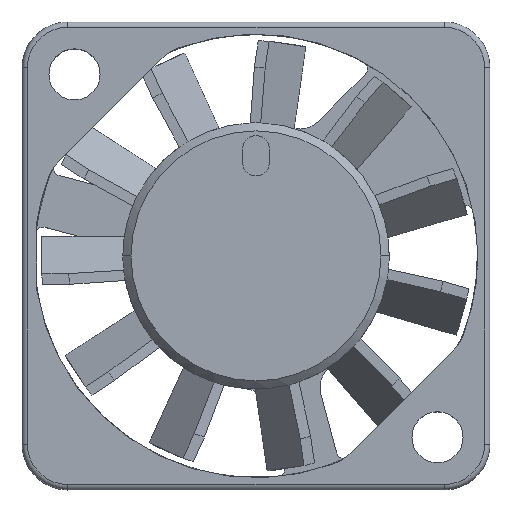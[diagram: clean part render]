
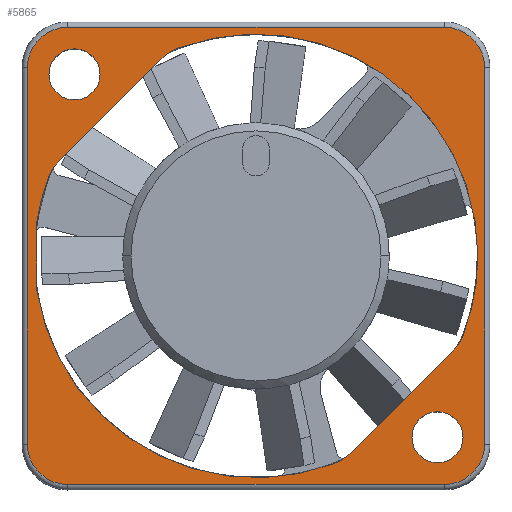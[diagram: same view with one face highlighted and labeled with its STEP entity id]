
A CAD part, top view. The second image highlights one B-rep face of the part: STEP entity #5865.
In plain terms, the highlighted planar face has unit normal (0, 0, 1).
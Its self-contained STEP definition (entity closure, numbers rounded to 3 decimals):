
#5066=CARTESIAN_POINT('',(7.,-7.,3.4));
#5067=DIRECTION('',(0.,0.,-1.));
#5068=DIRECTION('',(1.,0.,0.));
#5069=AXIS2_PLACEMENT_3D('',#5066,#5067,#5068);
#5074=CARTESIAN_POINT('',(-7.,-7.,3.4));
#5075=DIRECTION('',(0.,0.,-1.));
#5076=DIRECTION('',(0.,-1.,0.));
#5077=AXIS2_PLACEMENT_3D('',#5074,#5075,#5076);
#5082=CARTESIAN_POINT('',(-7.,7.,3.4));
#5083=DIRECTION('',(0.,0.,-1.));
#5084=DIRECTION('',(-1.,0.,0.));
#5085=AXIS2_PLACEMENT_3D('',#5082,#5083,#5084);
#5090=CARTESIAN_POINT('',(7.,7.,3.4));
#5091=DIRECTION('',(0.,0.,-1.));
#5092=DIRECTION('',(0.,1.,0.));
#5093=AXIS2_PLACEMENT_3D('',#5090,#5091,#5092);
#5098=CARTESIAN_POINT('',(0.,0.,3.4));
#5099=DIRECTION('',(0.,0.,1.));
#5100=DIRECTION('',(-0.938,0.348,0.));
#5101=AXIS2_PLACEMENT_3D('',#5098,#5099,#5100);
#5106=DIRECTION('',(0.,-1.,0.));
#5107=VECTOR('',#5106,2.561);
#5108=CARTESIAN_POINT('',(-8.15,1.281,3.4));
#5109=LINE('',#5108,#5107);
#5113=CARTESIAN_POINT('',(0.,0.,3.4));
#5114=DIRECTION('',(0.,0.,1.));
#5115=DIRECTION('',(-0.988,-0.155,0.));
#5116=AXIS2_PLACEMENT_3D('',#5113,#5114,#5115);
#5121=CARTESIAN_POINT('',(2.173,-5.86,3.4));
#5122=DIRECTION('',(0.,0.,1.));
#5123=DIRECTION('',(0.348,-0.938,0.));
#5124=AXIS2_PLACEMENT_3D('',#5121,#5122,#5123);
#5129=DIRECTION('',(0.707,0.707,0.));
#5130=VECTOR('',#5129,5.215);
#5131=CARTESIAN_POINT('',(3.587,-7.274,3.4));
#5132=LINE('',#5131,#5130);
#5136=CARTESIAN_POINT('',(5.86,-2.173,3.4));
#5137=DIRECTION('',(0.,0.,1.));
#5138=DIRECTION('',(0.707,-0.707,0.));
#5139=AXIS2_PLACEMENT_3D('',#5136,#5137,#5138);
#5144=CARTESIAN_POINT('',(0.,0.,3.4));
#5145=DIRECTION('',(0.,0.,1.));
#5146=DIRECTION('',(0.938,-0.348,0.));
#5147=AXIS2_PLACEMENT_3D('',#5144,#5145,#5146);
#5152=CARTESIAN_POINT('',(0.,0.,3.4));
#5153=DIRECTION('',(0.,0.,1.));
#5154=DIRECTION('',(1.,0.,0.));
#5155=AXIS2_PLACEMENT_3D('',#5152,#5153,#5154);
#5160=CARTESIAN_POINT('',(-2.173,5.86,3.4));
#5161=DIRECTION('',(0.,0.,1.));
#5162=DIRECTION('',(-0.348,0.938,0.));
#5163=AXIS2_PLACEMENT_3D('',#5160,#5161,#5162);
#5168=DIRECTION('',(-0.707,-0.707,0.));
#5169=VECTOR('',#5168,5.215);
#5170=CARTESIAN_POINT('',(-3.587,7.274,3.4));
#5171=LINE('',#5170,#5169);
#5175=CARTESIAN_POINT('',(-5.86,2.173,3.4));
#5176=DIRECTION('',(0.,0.,1.));
#5177=DIRECTION('',(-0.707,0.707,0.));
#5178=AXIS2_PLACEMENT_3D('',#5175,#5176,#5177);
#5183=CARTESIAN_POINT('',(-6.75,6.75,3.4));
#5184=DIRECTION('',(0.,0.,1.));
#5185=DIRECTION('',(-1.,0.,0.));
#5186=AXIS2_PLACEMENT_3D('',#5183,#5184,#5185);
#5191=CARTESIAN_POINT('',(-6.75,6.75,3.4));
#5192=DIRECTION('',(0.,0.,1.));
#5193=DIRECTION('',(1.,0.,0.));
#5194=AXIS2_PLACEMENT_3D('',#5191,#5192,#5193);
#5199=CARTESIAN_POINT('',(6.75,-6.747,3.4));
#5200=DIRECTION('',(0.,0.,1.));
#5201=DIRECTION('',(-1.,0.,0.));
#5202=AXIS2_PLACEMENT_3D('',#5199,#5200,#5201);
#5207=CARTESIAN_POINT('',(6.75,-6.747,3.4));
#5208=DIRECTION('',(0.,0.,1.));
#5209=DIRECTION('',(1.,0.,0.));
#5210=AXIS2_PLACEMENT_3D('',#5207,#5208,#5209);
#5222=DIRECTION('',(0.,1.,0.));
#5223=VECTOR('',#5222,14.);
#5224=CARTESIAN_POINT('',(8.5,-7.,3.4));
#5225=LINE('',#5224,#5223);
#5360=DIRECTION('',(-1.,0.,0.));
#5361=VECTOR('',#5360,14.);
#5362=CARTESIAN_POINT('',(7.,8.5,3.4));
#5363=LINE('',#5362,#5361);
#5405=DIRECTION('',(0.,-1.,0.));
#5406=VECTOR('',#5405,14.);
#5407=CARTESIAN_POINT('',(-8.5,7.,3.4));
#5408=LINE('',#5407,#5406);
#5464=DIRECTION('',(1.,0.,0.));
#5465=VECTOR('',#5464,14.);
#5466=CARTESIAN_POINT('',(-7.,-8.5,3.4));
#5467=LINE('',#5466,#5465);
#5698=CARTESIAN_POINT('',(8.5,-7.,3.4));
#5699=CARTESIAN_POINT('',(8.5,7.,3.4));
#5700=VERTEX_POINT('',#5698);
#5701=VERTEX_POINT('',#5699);
#5702=CARTESIAN_POINT('',(7.,-8.5,3.4));
#5703=VERTEX_POINT('',#5702);
#5704=CARTESIAN_POINT('',(-7.,-8.5,3.4));
#5705=VERTEX_POINT('',#5704);
#5706=CARTESIAN_POINT('',(-8.5,-7.,3.4));
#5707=VERTEX_POINT('',#5706);
#5708=CARTESIAN_POINT('',(-8.5,7.,3.4));
#5709=VERTEX_POINT('',#5708);
#5710=CARTESIAN_POINT('',(-7.,8.5,3.4));
#5711=VERTEX_POINT('',#5710);
#5712=CARTESIAN_POINT('',(7.,8.5,3.4));
#5713=VERTEX_POINT('',#5712);
#5714=CARTESIAN_POINT('',(-7.736,2.868,3.4));
#5715=CARTESIAN_POINT('',(-8.15,1.281,3.4));
#5716=VERTEX_POINT('',#5714);
#5717=VERTEX_POINT('',#5715);
#5718=CARTESIAN_POINT('',(-8.15,-1.281,3.4));
#5719=VERTEX_POINT('',#5718);
#5720=CARTESIAN_POINT('',(2.868,-7.736,3.4));
#5721=VERTEX_POINT('',#5720);
#5722=CARTESIAN_POINT('',(3.587,-7.274,3.4));
#5723=VERTEX_POINT('',#5722);
#5724=CARTESIAN_POINT('',(7.274,-3.587,3.4));
#5725=VERTEX_POINT('',#5724);
#5726=CARTESIAN_POINT('',(7.736,-2.868,3.4));
#5727=VERTEX_POINT('',#5726);
#5728=CARTESIAN_POINT('',(8.25,0.,3.4));
#5729=VERTEX_POINT('',#5728);
#5730=CARTESIAN_POINT('',(-2.868,7.736,3.4));
#5731=VERTEX_POINT('',#5730);
#5732=CARTESIAN_POINT('',(-3.587,7.274,3.4));
#5733=VERTEX_POINT('',#5732);
#5734=CARTESIAN_POINT('',(-7.274,3.587,3.4));
#5735=VERTEX_POINT('',#5734);
#5736=CARTESIAN_POINT('',(-7.7,6.75,3.4));
#5737=CARTESIAN_POINT('',(-5.8,6.75,3.4));
#5738=VERTEX_POINT('',#5736);
#5739=VERTEX_POINT('',#5737);
#5740=CARTESIAN_POINT('',(5.8,-6.747,3.4));
#5741=CARTESIAN_POINT('',(7.7,-6.747,3.4));
#5742=VERTEX_POINT('',#5740);
#5743=VERTEX_POINT('',#5741);
#5806=CARTESIAN_POINT('',(0.,0.,3.4));
#5807=DIRECTION('',(0.,0.,1.));
#5808=DIRECTION('',(1.,0.,0.));
#5809=AXIS2_PLACEMENT_3D('',#5806,#5807,#5808);
#5810=PLANE('',#5809);
#5812=ORIENTED_EDGE('',*,*,#5811,.F.);
#5814=ORIENTED_EDGE('',*,*,#5813,.T.);
#5816=ORIENTED_EDGE('',*,*,#5815,.F.);
#5818=ORIENTED_EDGE('',*,*,#5817,.T.);
#5820=ORIENTED_EDGE('',*,*,#5819,.F.);
#5822=ORIENTED_EDGE('',*,*,#5821,.T.);
#5824=ORIENTED_EDGE('',*,*,#5823,.F.);
#5826=ORIENTED_EDGE('',*,*,#5825,.T.);
#5827=EDGE_LOOP('',(#5812,#5814,#5816,#5818,#5820,#5822,#5824,#5826));
#5828=FACE_OUTER_BOUND('',#5827,.F.);
#5830=ORIENTED_EDGE('',*,*,#5829,.T.);
#5832=ORIENTED_EDGE('',*,*,#5831,.T.);
#5834=ORIENTED_EDGE('',*,*,#5833,.T.);
#5836=ORIENTED_EDGE('',*,*,#5835,.T.);
#5838=ORIENTED_EDGE('',*,*,#5837,.T.);
#5840=ORIENTED_EDGE('',*,*,#5839,.T.);
#5842=ORIENTED_EDGE('',*,*,#5841,.T.);
#5844=ORIENTED_EDGE('',*,*,#5843,.T.);
#5846=ORIENTED_EDGE('',*,*,#5845,.T.);
#5848=ORIENTED_EDGE('',*,*,#5847,.T.);
#5850=ORIENTED_EDGE('',*,*,#5849,.T.);
#5851=EDGE_LOOP('',(#5830,#5832,#5834,#5836,#5838,#5840,#5842,#5844,#5846,#5848,
#5850));
#5852=FACE_BOUND('',#5851,.F.);
#5854=ORIENTED_EDGE('',*,*,#5853,.T.);
#5856=ORIENTED_EDGE('',*,*,#5855,.T.);
#5857=EDGE_LOOP('',(#5854,#5856));
#5858=FACE_BOUND('',#5857,.F.);
#5860=ORIENTED_EDGE('',*,*,#5859,.T.);
#5862=ORIENTED_EDGE('',*,*,#5861,.T.);
#5863=EDGE_LOOP('',(#5860,#5862));
#5864=FACE_BOUND('',#5863,.F.);
#5070=CIRCLE('',#5069,1.5);
#5078=CIRCLE('',#5077,1.5);
#5086=CIRCLE('',#5085,1.5);
#5094=CIRCLE('',#5093,1.5);
#5102=CIRCLE('',#5101,8.25);
#5117=CIRCLE('',#5116,8.25);
#5125=CIRCLE('',#5124,2.);
#5140=CIRCLE('',#5139,2.);
#5148=CIRCLE('',#5147,8.25);
#5156=CIRCLE('',#5155,8.25);
#5164=CIRCLE('',#5163,2.);
#5179=CIRCLE('',#5178,2.);
#5187=CIRCLE('',#5186,0.95);
#5195=CIRCLE('',#5194,0.95);
#5203=CIRCLE('',#5202,0.95);
#5211=CIRCLE('',#5210,0.95);
#5811=EDGE_CURVE('',#5700,#5701,#5225,.T.);
#5813=EDGE_CURVE('',#5700,#5703,#5070,.T.);
#5815=EDGE_CURVE('',#5705,#5703,#5467,.T.);
#5817=EDGE_CURVE('',#5705,#5707,#5078,.T.);
#5819=EDGE_CURVE('',#5709,#5707,#5408,.T.);
#5821=EDGE_CURVE('',#5709,#5711,#5086,.T.);
#5823=EDGE_CURVE('',#5713,#5711,#5363,.T.);
#5825=EDGE_CURVE('',#5713,#5701,#5094,.T.);
#5829=EDGE_CURVE('',#5716,#5717,#5102,.T.);
#5831=EDGE_CURVE('',#5717,#5719,#5109,.T.);
#5833=EDGE_CURVE('',#5719,#5721,#5117,.T.);
#5835=EDGE_CURVE('',#5721,#5723,#5125,.T.);
#5837=EDGE_CURVE('',#5723,#5725,#5132,.T.);
#5839=EDGE_CURVE('',#5725,#5727,#5140,.T.);
#5841=EDGE_CURVE('',#5727,#5729,#5148,.T.);
#5843=EDGE_CURVE('',#5729,#5731,#5156,.T.);
#5845=EDGE_CURVE('',#5731,#5733,#5164,.T.);
#5847=EDGE_CURVE('',#5733,#5735,#5171,.T.);
#5849=EDGE_CURVE('',#5735,#5716,#5179,.T.);
#5853=EDGE_CURVE('',#5738,#5739,#5187,.T.);
#5855=EDGE_CURVE('',#5739,#5738,#5195,.T.);
#5859=EDGE_CURVE('',#5742,#5743,#5203,.T.);
#5861=EDGE_CURVE('',#5743,#5742,#5211,.T.);
#5865=ADVANCED_FACE('',(#5828,#5852,#5858,#5864),#5810,.T.);
